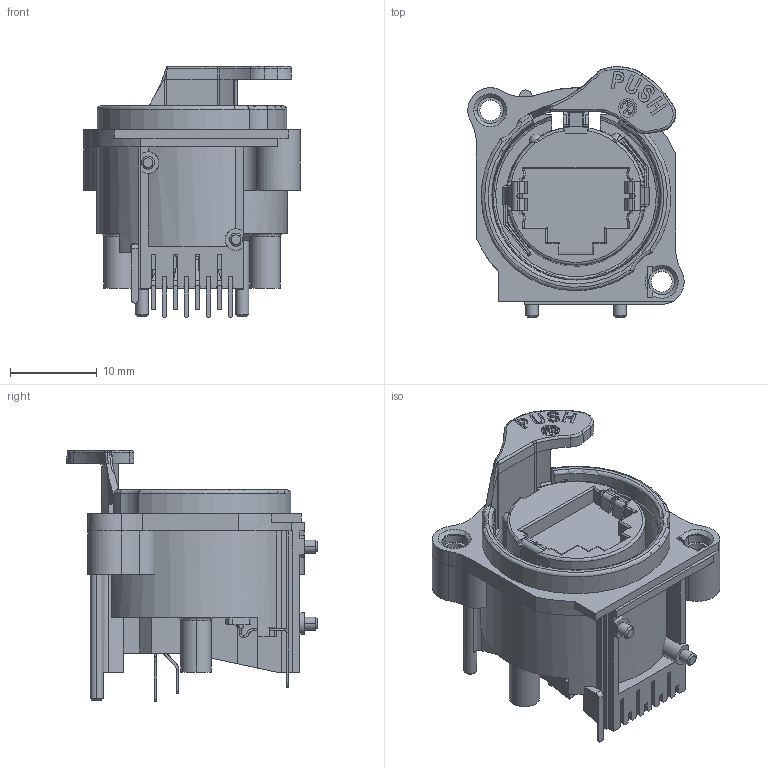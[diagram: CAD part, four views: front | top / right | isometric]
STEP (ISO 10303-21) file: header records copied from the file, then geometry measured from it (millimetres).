
FILE_DESCRIPTION((''),'2;1');
FILE_NAME('30010261','2023-01-31T16:25:53',('SYSTEM'),(''),'CREO PARAMETRIC BY PTC INC, 2021184','CREO PARAMETRIC BY PTC INC, 2021184','');
FILE_SCHEMA(('CONFIG_CONTROL_DESIGN'));
Length unit declared in the file: millimetre
Products named in the file (1): 30010261
Bounding box: 25 x 28.94 x 29 mm (x, y, z)
Volume: 5545.8 mm3; surface area: 7117.4 mm2
Topology: 1 solids, 23 shells, 1730 faces, 4698 edges, 2944 vertices
Faces by surface type: plane 1198, cylinder 311, bspline 58, torus 58, extrusion 51, cone 43, sphere 11
Entity records: 57406 total; most frequent: CARTESIAN_POINT 14291, ORIENTED_EDGE 9390, DIRECTION 8359, EDGE_CURVE 4695, VECTOR 3445, LINE 3394, VERTEX_POINT 2944, AXIS2_PLACEMENT_3D 2457
